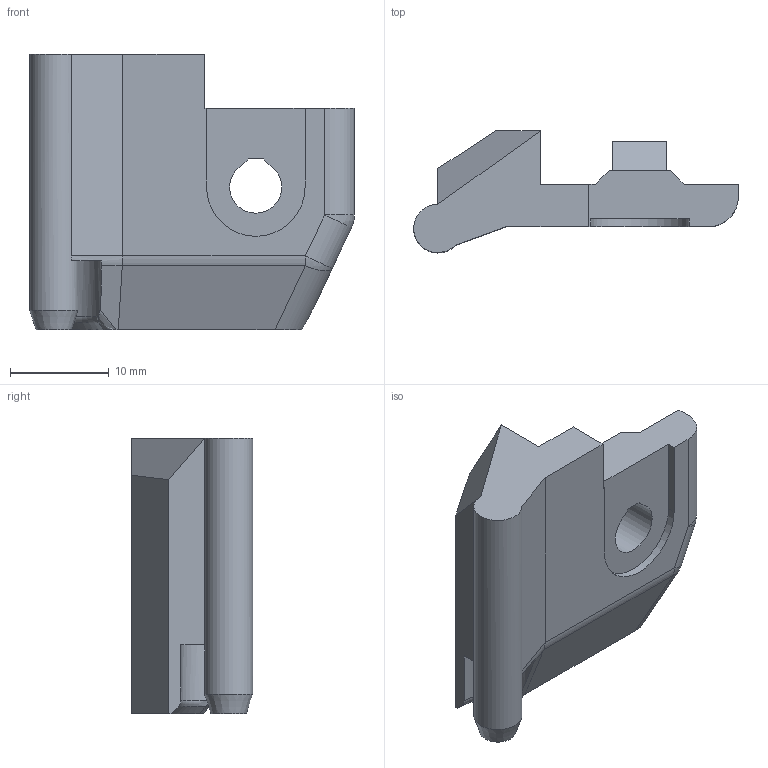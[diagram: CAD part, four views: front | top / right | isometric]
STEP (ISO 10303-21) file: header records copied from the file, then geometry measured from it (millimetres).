
FILE_DESCRIPTION(/* description */ (''),/* implementation_level */ '2;1');
FILE_NAME(/* name */ 'rambo_lid_upper_hinge.step',/* time_stamp */ '2017-12-14T12:03:32+01:00',/* author */ ('gregsaun'),/* organization */ (''),/* preprocessor_version */ 'ST-DEVELOPER v16.13',/* originating_system */ 'Autodesk Translation Framework v6.5.0.72',/* authorisation */ '');
FILE_SCHEMA (('AUTOMOTIVE_DESIGN { 1 0 10303 214 3 1 1 }'));
Length unit declared in the file: millimetre
Products named in the file (1): rambo_lid_upper_hinge
Bounding box: 32.95 x 12.35 x 28 mm (x, y, z)
Volume: 4644.3 mm3; surface area: 2565.1 mm2
Topology: 1 solids, 2 shells, 51 faces, 130 edges, 83 vertices
Faces by surface type: plane 34, cylinder 11, cone 2, sphere 2, bspline 1, torus 1
Full cylindrical faces by diameter (mm): 0.101 x1, 4.9 x1
Entity records: 1625 total; most frequent: CARTESIAN_POINT 341, ORIENTED_EDGE 260, DIRECTION 253, EDGE_CURVE 130, LINE 95, VECTOR 95, VERTEX_POINT 83, AXIS2_PLACEMENT_3D 79
